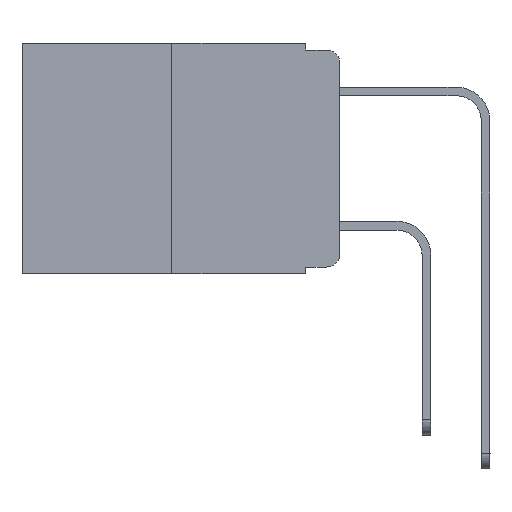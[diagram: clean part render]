
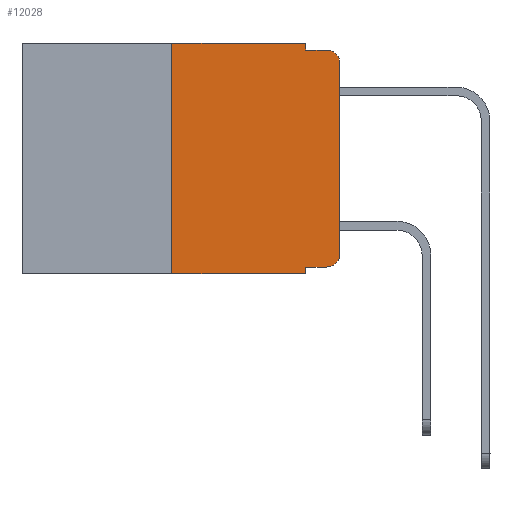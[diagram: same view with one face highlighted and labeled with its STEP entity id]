
A CAD part, left-side view. The second image highlights one B-rep face of the part: STEP entity #12028.
In plain terms, the highlighted planar face has unit normal (-1, 0, 0).
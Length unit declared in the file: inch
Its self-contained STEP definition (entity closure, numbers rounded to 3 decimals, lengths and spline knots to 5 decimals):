
#236 = LINE ( 'NONE', #4010, #12051 ) ;
#421 = VERTEX_POINT ( 'NONE', #2232 ) ;
#686 = PLANE ( 'NONE',  #9230 ) ;
#726 = DIRECTION ( 'NONE',  ( -1., 0., 0. ) ) ;
#767 = DIRECTION ( 'NONE',  ( 0., 0., -1. ) ) ;
#826 = DIRECTION ( 'NONE',  ( 0., 0., -1. ) ) ;
#1047 = DIRECTION ( 'NONE',  ( 0., 0., -1. ) ) ;
#1288 = VERTEX_POINT ( 'NONE', #2276 ) ;
#1743 = DIRECTION ( 'NONE',  ( -1., 0., 0. ) ) ;
#1773 = ORIENTED_EDGE ( 'NONE', *, *, #3801, .F. ) ;
#1818 = CARTESIAN_POINT ( 'NONE',  ( 0., 0., -0.313 ) ) ;
#1960 = ORIENTED_EDGE ( 'NONE', *, *, #5152, .T. ) ;
#2046 = DIRECTION ( 'NONE',  ( 0., -1., 0. ) ) ;
#2078 = VECTOR ( 'NONE', #1047, 39.37008 ) ;
#2186 = AXIS2_PLACEMENT_3D ( 'NONE', #9378, #1743, #826 ) ;
#2188 = LINE ( 'NONE', #12229, #2078 ) ;
#2232 = CARTESIAN_POINT ( 'NONE',  ( 0., 0.051, 0. ) ) ;
#2276 = CARTESIAN_POINT ( 'NONE',  ( 0., 0., -0.03 ) ) ;
#2958 = AXIS2_PLACEMENT_3D ( 'NONE', #5491, #726, #11914 ) ;
#3285 = VECTOR ( 'NONE', #2046, 39.37008 ) ;
#3495 = DIRECTION ( 'NONE',  ( 0., -1., 0. ) ) ;
#3530 = CARTESIAN_POINT ( 'NONE',  ( 0., 0.473, -0.343 ) ) ;
#3581 = CARTESIAN_POINT ( 'NONE',  ( 0., 0.051, -0.333 ) ) ;
#3596 = EDGE_CURVE ( 'NONE', #421, #13730, #2188, .T. ) ;
#3602 = ORIENTED_EDGE ( 'NONE', *, *, #10518, .F. ) ;
#3801 = EDGE_CURVE ( 'NONE', #15092, #14757, #11646, .T. ) ;
#4010 = CARTESIAN_POINT ( 'NONE',  ( 0., 0.051, -0.333 ) ) ;
#4243 = DIRECTION ( 'NONE',  ( 0., 0., 1. ) ) ;
#4348 = VERTEX_POINT ( 'NONE', #10546 ) ;
#4845 = EDGE_CURVE ( 'NONE', #14321, #14757, #15879, .T. ) ;
#5152 = EDGE_CURVE ( 'NONE', #15092, #4348, #236, .T. ) ;
#5324 = CIRCLE ( 'NONE', #2958, 0.02 ) ;
#5491 = CARTESIAN_POINT ( 'NONE',  ( 0., 0.02, -0.03 ) ) ;
#5702 = DIRECTION ( 'NONE',  ( 1., 0., 0. ) ) ;
#6051 = LINE ( 'NONE', #9813, #7191 ) ;
#6547 = LINE ( 'NONE', #13707, #10833 ) ;
#6670 = ORIENTED_EDGE ( 'NONE', *, *, #8941, .T. ) ;
#6868 = CARTESIAN_POINT ( 'NONE',  ( 0., 0.051, -0.343 ) ) ;
#7036 = ORIENTED_EDGE ( 'NONE', *, *, #13709, .T. ) ;
#7191 = VECTOR ( 'NONE', #10895, 39.37008 ) ;
#7526 = ORIENTED_EDGE ( 'NONE', *, *, #4845, .T. ) ;
#7605 = EDGE_LOOP ( 'NONE', ( #6670, #12242, #11518, #14123, #3602, #9161, #7526, #1773, #1960, #7036 ) ) ;
#7694 = DIRECTION ( 'NONE',  ( 0., -1., 0. ) ) ;
#7769 = DIRECTION ( 'NONE',  ( 0., 0., -1. ) ) ;
#8605 = CARTESIAN_POINT ( 'NONE',  ( 0., 0.25, 0. ) ) ;
#8808 = VERTEX_POINT ( 'NONE', #8605 ) ;
#8941 = EDGE_CURVE ( 'NONE', #11155, #1288, #9100, .T. ) ;
#9031 = DIRECTION ( 'NONE',  ( 0., -1., 0. ) ) ;
#9100 = LINE ( 'NONE', #14185, #13609 ) ;
#9161 = ORIENTED_EDGE ( 'NONE', *, *, #16257, .F. ) ;
#9230 = AXIS2_PLACEMENT_3D ( 'NONE', #9623, #5702, #767 ) ;
#9378 = CARTESIAN_POINT ( 'NONE',  ( 0., 0.02, -0.313 ) ) ;
#9623 = CARTESIAN_POINT ( 'NONE',  ( 0., 0.473, 0. ) ) ;
#9715 = LINE ( 'NONE', #14742, #10779 ) ;
#9813 = CARTESIAN_POINT ( 'NONE',  ( 0., 0.25, 0. ) ) ;
#10224 = VECTOR ( 'NONE', #7769, 39.37008 ) ;
#10293 = CIRCLE ( 'NONE', #2186, 0.02 ) ;
#10326 = CARTESIAN_POINT ( 'NONE',  ( 0., 0.02, -0.01 ) ) ;
#10518 = EDGE_CURVE ( 'NONE', #8808, #421, #9715, .T. ) ;
#10546 = CARTESIAN_POINT ( 'NONE',  ( 0., 0.02, -0.333 ) ) ;
#10779 = VECTOR ( 'NONE', #3495, 39.37008 ) ;
#10833 = VECTOR ( 'NONE', #7694, 39.37008 ) ;
#10895 = DIRECTION ( 'NONE',  ( 0., 0., 1. ) ) ;
#11155 = VERTEX_POINT ( 'NONE', #1818 ) ;
#11518 = ORIENTED_EDGE ( 'NONE', *, *, #13114, .F. ) ;
#11646 = LINE ( 'NONE', #14101, #10224 ) ;
#11914 = DIRECTION ( 'NONE',  ( 0., 0., -1. ) ) ;
#12028 = ADVANCED_FACE ( 'NONE', ( #12112 ), #686, .F. ) ;
#12051 = VECTOR ( 'NONE', #9031, 39.37008 ) ;
#12112 = FACE_OUTER_BOUND ( 'NONE', #7605, .T. ) ;
#12229 = CARTESIAN_POINT ( 'NONE',  ( 0., 0.051, 0. ) ) ;
#12242 = ORIENTED_EDGE ( 'NONE', *, *, #12905, .T. ) ;
#12893 = CARTESIAN_POINT ( 'NONE',  ( 0., 0.25, -0.343 ) ) ;
#12905 = EDGE_CURVE ( 'NONE', #1288, #13307, #5324, .T. ) ;
#13114 = EDGE_CURVE ( 'NONE', #13730, #13307, #6547, .T. ) ;
#13307 = VERTEX_POINT ( 'NONE', #10326 ) ;
#13609 = VECTOR ( 'NONE', #4243, 39.37008 ) ;
#13707 = CARTESIAN_POINT ( 'NONE',  ( 0., 0.051, -0.01 ) ) ;
#13709 = EDGE_CURVE ( 'NONE', #4348, #11155, #10293, .T. ) ;
#13730 = VERTEX_POINT ( 'NONE', #14546 ) ;
#14101 = CARTESIAN_POINT ( 'NONE',  ( 0., 0.051, 0. ) ) ;
#14123 = ORIENTED_EDGE ( 'NONE', *, *, #3596, .F. ) ;
#14185 = CARTESIAN_POINT ( 'NONE',  ( 0., 0., 0. ) ) ;
#14321 = VERTEX_POINT ( 'NONE', #12893 ) ;
#14546 = CARTESIAN_POINT ( 'NONE',  ( 0., 0.051, -0.01 ) ) ;
#14742 = CARTESIAN_POINT ( 'NONE',  ( 0., 0.473, 0. ) ) ;
#14757 = VERTEX_POINT ( 'NONE', #6868 ) ;
#15092 = VERTEX_POINT ( 'NONE', #3581 ) ;
#15879 = LINE ( 'NONE', #3530, #3285 ) ;
#16257 = EDGE_CURVE ( 'NONE', #14321, #8808, #6051, .T. ) ;
